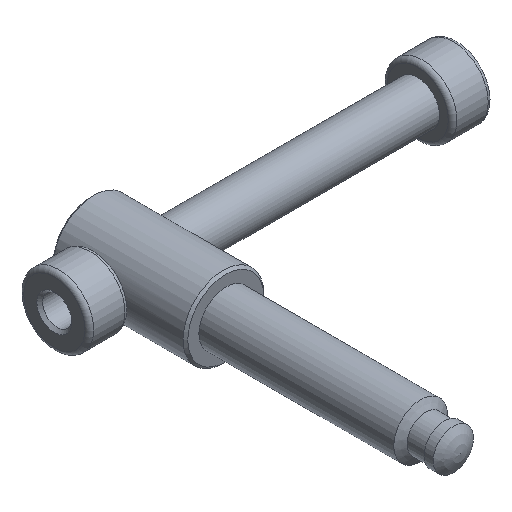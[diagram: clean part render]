
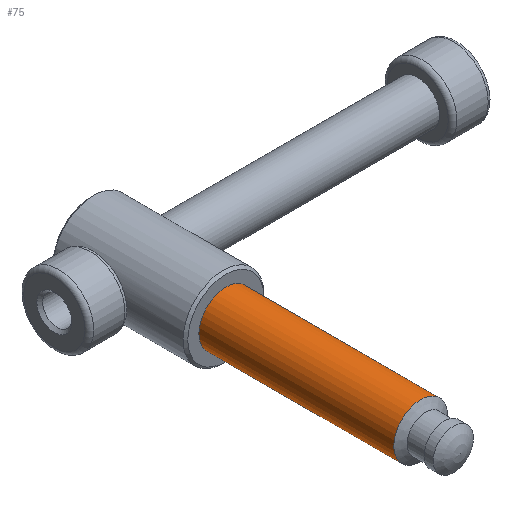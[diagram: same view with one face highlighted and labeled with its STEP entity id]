
A CAD part, isometric view. The second image highlights one B-rep face of the part: STEP entity #75.
In plain terms, the highlighted cylindrical face has radius 8 mm (diameter 16 mm), a full revolution.
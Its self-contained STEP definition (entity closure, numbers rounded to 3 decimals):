
#75 = ADVANCED_FACE( '', ( #170, #171 ), #172, .T. );
#170 = FACE_OUTER_BOUND( '', #292, .T. );
#171 = FACE_OUTER_BOUND( '', #293, .T. );
#172 = CYLINDRICAL_SURFACE( '', #294, 8. );
#292 = EDGE_LOOP( '', ( #430 ) );
#293 = EDGE_LOOP( '', ( #431 ) );
#294 = AXIS2_PLACEMENT_3D( '', #432, #433, #434 );
#430 = ORIENTED_EDGE( '', *, *, #543, .F. );
#431 = ORIENTED_EDGE( '', *, *, #556, .T. );
#432 = CARTESIAN_POINT( '', ( 0., 0., 0. ) );
#433 = DIRECTION( '', ( 0., 1., 0. ) );
#434 = DIRECTION( '', ( 0., 0., -1. ) );
#543 = EDGE_CURVE( '', #604, #604, #605, .T. );
#556 = EDGE_CURVE( '', #625, #625, #626, .T. );
#604 = VERTEX_POINT( '', #770 );
#605 = CIRCLE( '', #771, 8. );
#625 = VERTEX_POINT( '', #791 );
#626 = CIRCLE( '', #792, 8. );
#770 = CARTESIAN_POINT( '', ( 0., 12., -8. ) );
#771 = AXIS2_PLACEMENT_3D( '', #934, #935, #936 );
#791 = CARTESIAN_POINT( '', ( 0., 70., -8. ) );
#792 = AXIS2_PLACEMENT_3D( '', #958, #959, #960 );
#934 = CARTESIAN_POINT( '', ( 0., 12., 0. ) );
#935 = DIRECTION( '', ( 0., -1., 0. ) );
#936 = DIRECTION( '', ( 0., 0., -1. ) );
#958 = CARTESIAN_POINT( '', ( 0., 70., 0. ) );
#959 = DIRECTION( '', ( 0., -1., 0. ) );
#960 = DIRECTION( '', ( 0., 0., -1. ) );
